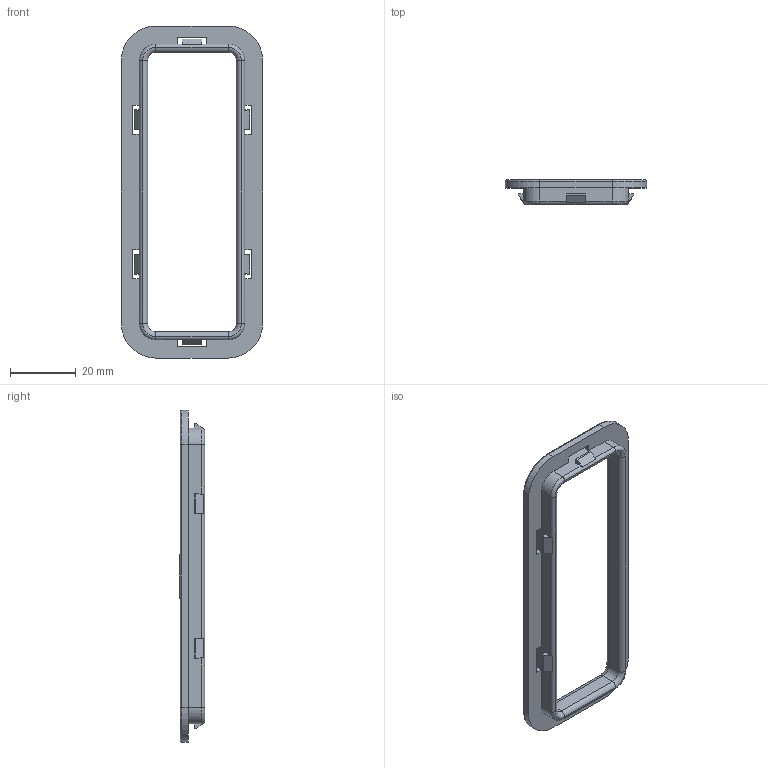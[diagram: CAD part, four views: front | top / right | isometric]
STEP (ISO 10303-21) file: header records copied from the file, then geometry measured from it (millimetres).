
FILE_DESCRIPTION((''),'2;1');
FILE_NAME('6087965_ORG','2012-10-27T',('AndreasKeweloh'),(''),'PRO/ENGINEER BY PARAMETRIC TECHNOLOGY CORPORATION, 2012230','PRO/ENGINEER BY PARAMETRIC TECHNOLOGY CORPORATION, 2012230','');
FILE_SCHEMA(('CONFIG_CONTROL_DESIGN'));
Length unit declared in the file: millimetre
Products named in the file (1): 6087965_ORG
Bounding box: 43 x 7.7 x 101 mm (x, y, z)
Volume: 7176.3 mm3; surface area: 7163.6 mm2
Topology: 1 solids, 1 shells, 221 faces, 587 edges, 378 vertices
Faces by surface type: plane 116, extrusion 61, cylinder 28, torus 16
Entity records: 9948 total; most frequent: CARTESIAN_POINT 4607, ORIENTED_EDGE 1174, DIRECTION 902, EDGE_CURVE 587, VECTOR 446, LINE 385, VERTEX_POINT 378, EDGE_LOOP 245
